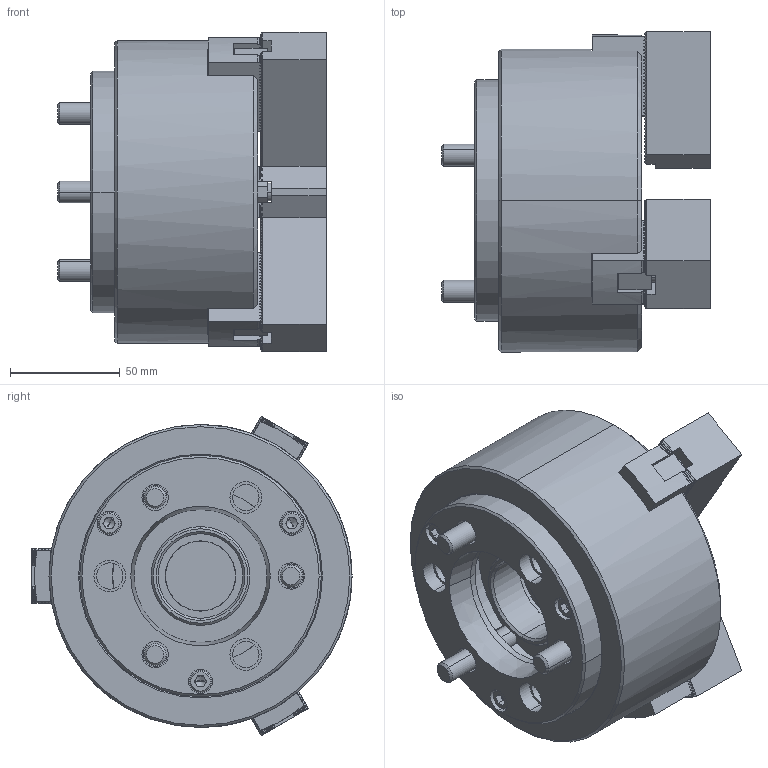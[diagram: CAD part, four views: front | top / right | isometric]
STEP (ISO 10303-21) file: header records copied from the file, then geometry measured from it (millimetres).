
FILE_DESCRIPTION (( 'STEP AP203' ), '1' );
FILE_NAME ('CF-3L-205A4.STEP', '2021-08-20T02:32:04', ( '' ), ( '' ), 'SwSTEP 2.0', 'SolidWorks 2016', '' );
FILE_SCHEMA (( 'CONFIG_CONTROL_DESIGN' ));
Length unit declared in the file: millimetre
Products named in the file (13): CF-3H-05-09000-A4法蘭; CF-3L-205-05000; 圓頭內六角螺栓_M6x20; CF-3L-205-03000; CF-3L-205A4; CF-3L-05-10000; CF-3H-204-04000(T型塊); SJ-05; 圓頭內六角螺栓_M10x80; 圓頭內六角螺栓_M8x20; CF-3L-205-01000; 半圓頭六角孔螺栓_M4x8; CF-3L-205-02000
Assembly tree (29 placements, depth 2):
  CF-3L-205A4
    CF-3L-205-01000
    CF-3L-205-02000
    CF-3L-205-05000
    CF-3L-205-03000  x3
    CF-3L-05-10000
    CF-3H-204-04000(T型塊)  x3
    SJ-05  x3
    圓頭內六角螺栓_M10x80  x3
    圓頭內六角螺栓_M8x20  x6
    半圓頭六角孔螺栓_M4x8  x3
    CF-3H-05-09000-A4法蘭
    圓頭內六角螺栓_M6x20  x3
Bounding box: 122.3 x 145.75 x 145.43 mm (x, y, z)
Volume: 1042023.2 mm3; surface area: 215765.9 mm2
Topology: 29 solids, 29 shells, 2316 faces, 6468 edges, 4217 vertices
Faces by surface type: plane 1551, cylinder 607, cone 146, torus 12
Entity records: 30579 total; most frequent: CARTESIAN_POINT 5665, ORIENTED_EDGE 4948, DIRECTION 4684, EDGE_CURVE 2474, VECTOR 1754, LINE 1754, VERTEX_POINT 1622, AXIS2_PLACEMENT_3D 1465
